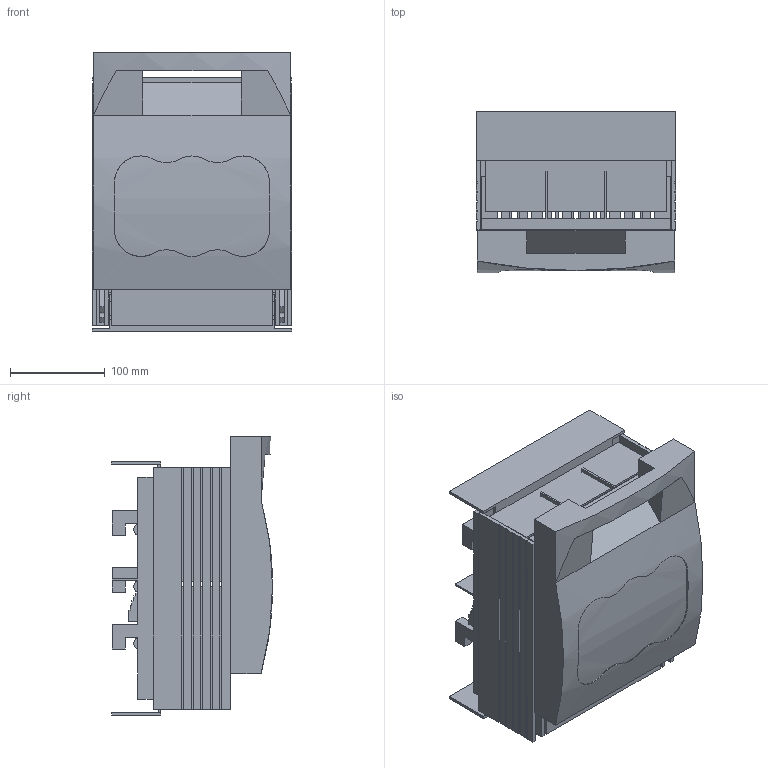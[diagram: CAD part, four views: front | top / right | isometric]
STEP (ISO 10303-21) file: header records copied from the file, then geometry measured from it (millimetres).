
FILE_DESCRIPTION(/* description */ ('STEP AP214'),/* implementation_level */ '2;1');
FILE_NAME(/* name */ '33602',/* time_stamp */ '2023-10-16T13:24:11+02:00',/* author */ ('License CC BY-ND 4.0'),/* organization */ ('CADENAS'),/* preprocessor_version */ 'ST-DEVELOPER v19.3',/* originating_system */ 'PARTsolutions',/* authorisation */ ' ');
FILE_SCHEMA (('AUTOMOTIVE_DESIGN {1 0 10303 214 3 1 1}'));
Length unit declared in the file: millimetre
Products named in the file (11): 33602; 80242000; 80239000; 79138000; 79203000; 30860000; 79115000; 30712000; LTS-2_NH-Kontakt2; 30969000; 77010000+79693000
Assembly tree (19 placements, depth 2):
  33602
    80242000  x3
    80239000  x3
    79138000
    79203000
    30860000
    79115000
    30712000
    LTS-2_NH-Kontakt2  x6
    30969000
    77010000+79693000
Bounding box: 210 x 169.94 x 294.1 mm (x, y, z)
Volume: 2877526.4 mm3; surface area: 1019589.6 mm2
Topology: 19 solids, 19 shells, 1101 faces, 3087 edges, 2014 vertices
Faces by surface type: plane 956, cylinder 139, cone 6
Full cylindrical faces by diameter (mm): 3 x12, 8.376 x3, 10 x12, 11 x9, 18 x6, 19 x6
Entity records: 27854 total; most frequent: CARTESIAN_POINT 4853, ORIENTED_EDGE 4570, DIRECTION 4089, EDGE_CURVE 2285, LINE 2079, VECTOR 2079, VERTEX_POINT 1524, AXIS2_PLACEMENT_3D 1005
